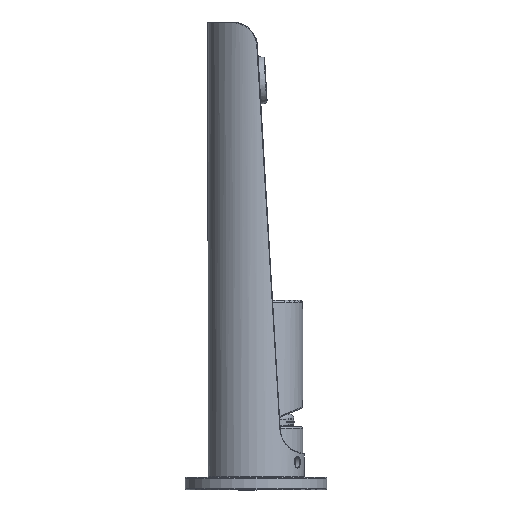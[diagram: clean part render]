
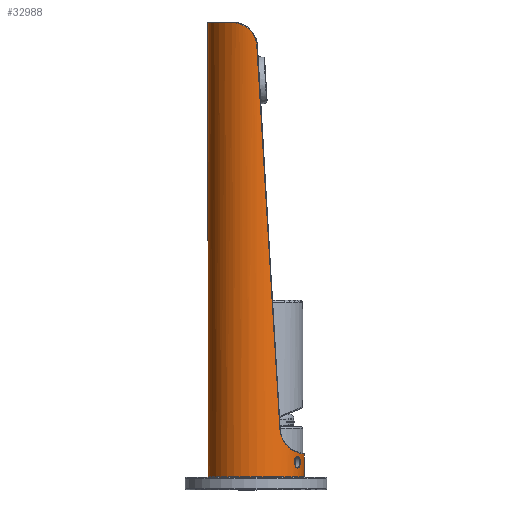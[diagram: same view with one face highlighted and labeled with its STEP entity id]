
A CAD part, left-side view. The second image highlights one B-rep face of the part: STEP entity #32988.
In plain terms, the highlighted cylindrical face has radius 19 mm (diameter 38 mm), a full revolution.
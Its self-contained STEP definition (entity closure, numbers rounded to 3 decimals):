
#145=FACE_BOUND('',#11997,.T.);
#146=FACE_BOUND('',#11998,.T.);
#147=FACE_BOUND('',#11999,.T.);
#646=CYLINDRICAL_SURFACE('',#35872,19.);
#8288=ELLIPSE('',#35875,316.17,19.);
#8289=ELLIPSE('',#35876,316.17,19.);
#10102=FACE_OUTER_BOUND('',#11996,.T.);
#11996=EDGE_LOOP('',(#28608));
#11997=EDGE_LOOP('',(#28609));
#11998=EDGE_LOOP('',(#28610,#28611,#28612,#28613,#28614,#28615));
#11999=EDGE_LOOP('',(#28616));
#12555=B_SPLINE_CURVE_WITH_KNOTS('',3,(#64801,#64802,#64803,#64804,#64805,
#64806,#64807,#64808,#64809,#64810,#64811,#64812,#64813,#64814,#64815,#64816,
#64817,#64818,#64819),.UNSPECIFIED.,.T.,.F.,(4,1,1,1,1,1,1,1,1,1,1,1,1,
1,1,1,4),(-1.443,-1.391,-1.34,-1.288,
-1.237,-1.159,-1.134,-1.031,
-0.825,-0.773,-0.618,-0.412,
-0.206,-0.18,-0.103,-0.052,
0.),.UNSPECIFIED.);
#12556=B_SPLINE_CURVE_WITH_KNOTS('',3,(#64824,#64825,#64826,#64827,#64828,
#64829,#64830,#64831,#64832,#64833,#64834,#64835,#64836,#64837,#64838,#64839,
#64840,#64841,#64842,#64843),.UNSPECIFIED.,.T.,.F.,(4,1,1,1,1,1,1,1,1,1,
1,1,1,1,1,1,1,4),(-1.267,-1.176,-1.086,
-0.995,-0.95,-0.927,-0.905,
-0.814,-0.769,-0.724,-0.543,
-0.498,-0.452,-0.362,-0.271,
-0.181,-0.09,0.),
 .UNSPECIFIED.);
#12557=B_SPLINE_CURVE_WITH_KNOTS('',3,(#64846,#64847,#64848,#64849,#64850,
#64851,#64852),.UNSPECIFIED.,.F.,.F.,(4,1,1,1,4),(0.,0.433,
0.867,1.192,1.517),.UNSPECIFIED.);
#12558=B_SPLINE_CURVE_WITH_KNOTS('',3,(#64856,#64857,#64858,#64859,#64860,
#64861,#64862),.UNSPECIFIED.,.F.,.F.,(4,1,1,1,4),(0.,0.433,
0.867,1.3,1.517),.UNSPECIFIED.);
#12559=B_SPLINE_CURVE_WITH_KNOTS('',3,(#64866,#64867,#64868,#64869,#64870,
#64871,#64872,#64873,#64874,#64875,#64876,#64877,#64878,#64879),
 .UNSPECIFIED.,.F.,.F.,(4,1,1,1,1,1,1,1,1,1,1,4),(-4.882,-4.533,
-4.185,-3.836,-3.487,-2.79,
-2.092,-1.395,-1.046,-0.697,
-0.349,0.),.UNSPECIFIED.);
#13059=CIRCLE('',#35873,19.);
#13060=CIRCLE('',#35874,19.);
#15698=VERTEX_POINT('',#64779);
#15700=VERTEX_POINT('',#64821);
#15701=VERTEX_POINT('',#64823);
#15702=VERTEX_POINT('',#64844);
#15703=VERTEX_POINT('',#64845);
#15704=VERTEX_POINT('',#64853);
#15705=VERTEX_POINT('',#64855);
#15706=VERTEX_POINT('',#64863);
#15707=VERTEX_POINT('',#64865);
#20065=EDGE_CURVE('',#15698,#15698,#12555,.T.);
#20066=EDGE_CURVE('',#15700,#15700,#13059,.T.);
#20067=EDGE_CURVE('',#15701,#15701,#12556,.T.);
#20068=EDGE_CURVE('',#15702,#15703,#12557,.T.);
#20069=EDGE_CURVE('',#15704,#15702,#13060,.T.);
#20070=EDGE_CURVE('',#15705,#15704,#12558,.T.);
#20071=EDGE_CURVE('',#15706,#15705,#8288,.T.);
#20072=EDGE_CURVE('',#15707,#15706,#12559,.T.);
#20073=EDGE_CURVE('',#15703,#15707,#8289,.T.);
#28608=ORIENTED_EDGE('',*,*,#20066,.F.);
#28609=ORIENTED_EDGE('',*,*,#20067,.F.);
#28610=ORIENTED_EDGE('',*,*,#20068,.F.);
#28611=ORIENTED_EDGE('',*,*,#20069,.F.);
#28612=ORIENTED_EDGE('',*,*,#20070,.F.);
#28613=ORIENTED_EDGE('',*,*,#20071,.F.);
#28614=ORIENTED_EDGE('',*,*,#20072,.F.);
#28615=ORIENTED_EDGE('',*,*,#20073,.F.);
#28616=ORIENTED_EDGE('',*,*,#20065,.F.);
#32988=ADVANCED_FACE('',(#10102,#145,#146,#147),#646,.T.);
#35872=AXIS2_PLACEMENT_3D('',#64820,#44000,#44001);
#35873=AXIS2_PLACEMENT_3D('',#64822,#44002,#44003);
#35874=AXIS2_PLACEMENT_3D('',#64854,#44004,#44005);
#35875=AXIS2_PLACEMENT_3D('',#64864,#44006,#44007);
#35876=AXIS2_PLACEMENT_3D('',#64880,#44008,#44009);
#44000=DIRECTION('center_axis',(0.,0.,
1.));
#44001=DIRECTION('ref_axis',(-1.,0.,0.));
#44002=DIRECTION('center_axis',(0.,0.,
-1.));
#44003=DIRECTION('ref_axis',(-1.,0.,0.));
#44004=DIRECTION('center_axis',(0.,0.,
1.));
#44005=DIRECTION('ref_axis',(0.,1.,0.));
#44006=DIRECTION('center_axis',(0.,-0.998,
0.06));
#44007=DIRECTION('ref_axis',(0.,-0.06,
-0.998));
#44008=DIRECTION('center_axis',(0.,-0.998,
0.06));
#44009=DIRECTION('ref_axis',(0.,-0.06,
-0.998));
#64779=CARTESIAN_POINT('',(25.056,-14.645,39.163));
#64801=CARTESIAN_POINT('Ctrl Pts',(25.057,-14.645,39.163));
#64802=CARTESIAN_POINT('Ctrl Pts',(25.057,-14.645,39.048));
#64803=CARTESIAN_POINT('Ctrl Pts',(25.066,-14.652,38.825));
#64804=CARTESIAN_POINT('Ctrl Pts',(25.16,-14.724,38.342));
#64805=CARTESIAN_POINT('Ctrl Pts',(25.372,-14.88,37.836));
#64806=CARTESIAN_POINT('Ctrl Pts',(25.765,-15.159,37.306));
#64807=CARTESIAN_POINT('Ctrl Pts',(26.198,-15.447,37.02));
#64808=CARTESIAN_POINT('Ctrl Pts',(26.782,-15.812,36.824));
#64809=CARTESIAN_POINT('Ctrl Pts',(27.798,-16.4,36.818));
#64810=CARTESIAN_POINT('Ctrl Pts',(28.765,-16.842,37.647));
#64811=CARTESIAN_POINT('Ctrl Pts',(29.196,-17.023,38.969));
#64812=CARTESIAN_POINT('Ctrl Pts',(29.044,-16.965,40.438));
#64813=CARTESIAN_POINT('Ctrl Pts',(27.524,-16.28,41.739));
#64814=CARTESIAN_POINT('Ctrl Pts',(26.145,-15.424,41.419));
#64815=CARTESIAN_POINT('Ctrl Pts',(25.418,-14.914,40.578));
#64816=CARTESIAN_POINT('Ctrl Pts',(25.177,-14.736,40.066));
#64817=CARTESIAN_POINT('Ctrl Pts',(25.066,-14.652,39.5));
#64818=CARTESIAN_POINT('Ctrl Pts',(25.057,-14.645,39.279));
#64819=CARTESIAN_POINT('Ctrl Pts',(25.057,-14.645,39.163));
#64820=CARTESIAN_POINT('Origin',(36.517,0.509,33.163));
#64821=CARTESIAN_POINT('',(55.517,0.509,33.413));
#64822=CARTESIAN_POINT('Origin',(36.517,0.509,33.413));
#64823=CARTESIAN_POINT('',(43.91,-16.993,39.163));
#64824=CARTESIAN_POINT('Ctrl Pts',(43.908,-16.992,39.163));
#64825=CARTESIAN_POINT('Ctrl Pts',(43.908,-16.992,38.826));
#64826=CARTESIAN_POINT('Ctrl Pts',(44.066,-16.926,38.095));
#64827=CARTESIAN_POINT('Ctrl Pts',(44.668,-16.659,37.273));
#64828=CARTESIAN_POINT('Ctrl Pts',(45.411,-16.285,36.871));
#64829=CARTESIAN_POINT('Ctrl Pts',(45.946,-15.986,36.807));
#64830=CARTESIAN_POINT('Ctrl Pts',(46.237,-15.815,36.826));
#64831=CARTESIAN_POINT('Ctrl Pts',(46.686,-15.543,36.911));
#64832=CARTESIAN_POINT('Ctrl Pts',(47.176,-15.221,37.206));
#64833=CARTESIAN_POINT('Ctrl Pts',(47.566,-14.947,37.682));
#64834=CARTESIAN_POINT('Ctrl Pts',(48.038,-14.601,38.605));
#64835=CARTESIAN_POINT('Ctrl Pts',(48.038,-14.599,39.725));
#64836=CARTESIAN_POINT('Ctrl Pts',(47.564,-14.947,40.643));
#64837=CARTESIAN_POINT('Ctrl Pts',(47.177,-15.219,41.121));
#64838=CARTESIAN_POINT('Ctrl Pts',(46.467,-15.686,41.534));
#64839=CARTESIAN_POINT('Ctrl Pts',(45.569,-16.204,41.529));
#64840=CARTESIAN_POINT('Ctrl Pts',(44.667,-16.659,41.055));
#64841=CARTESIAN_POINT('Ctrl Pts',(44.069,-16.924,40.229));
#64842=CARTESIAN_POINT('Ctrl Pts',(43.908,-16.992,39.5));
#64843=CARTESIAN_POINT('Ctrl Pts',(43.908,-16.992,39.163));
#64844=CARTESIAN_POINT('',(20.091,10.058,212.913));
#64845=CARTESIAN_POINT('',(17.519,0.196,203.741));
#64846=CARTESIAN_POINT('Ctrl Pts',(20.091,10.058,212.913));
#64847=CARTESIAN_POINT('Ctrl Pts',(19.355,8.793,212.913));
#64848=CARTESIAN_POINT('Ctrl Pts',(18.188,6.066,212.416));
#64849=CARTESIAN_POINT('Ctrl Pts',(17.588,2.724,210.07));
#64850=CARTESIAN_POINT('Ctrl Pts',(17.507,0.761,206.962));
#64851=CARTESIAN_POINT('Ctrl Pts',(17.518,0.261,204.822));
#64852=CARTESIAN_POINT('Ctrl Pts',(17.519,0.196,203.741));
#64853=CARTESIAN_POINT('',(52.943,10.058,212.913));
#64854=CARTESIAN_POINT('Origin',(36.517,0.509,212.913));
#64855=CARTESIAN_POINT('',(55.514,0.196,203.741));
#64856=CARTESIAN_POINT('Ctrl Pts',(55.514,0.196,203.741));
#64857=CARTESIAN_POINT('Ctrl Pts',(55.516,0.283,205.183));
#64858=CARTESIAN_POINT('Ctrl Pts',(55.546,1.113,208.026));
#64859=CARTESIAN_POINT('Ctrl Pts',(55.296,4.11,211.35));
#64860=CARTESIAN_POINT('Ctrl Pts',(54.31,7.464,212.739));
#64861=CARTESIAN_POINT('Ctrl Pts',(53.311,9.426,212.913));
#64862=CARTESIAN_POINT('Ctrl Pts',(52.943,10.058,212.913));
#64863=CARTESIAN_POINT('',(53.002,-8.937,52.04));
#64864=CARTESIAN_POINT('Origin',(36.517,0.509,208.947));
#64865=CARTESIAN_POINT('',(20.032,-8.937,52.04));
#64866=CARTESIAN_POINT('Ctrl Pts',(20.032,-8.937,52.04));
#64867=CARTESIAN_POINT('Ctrl Pts',(20.072,-9.007,50.88));
#64868=CARTESIAN_POINT('Ctrl Pts',(20.377,-9.554,48.591));
#64869=CARTESIAN_POINT('Ctrl Pts',(21.614,-11.381,45.779));
#64870=CARTESIAN_POINT('Ctrl Pts',(23.686,-13.632,43.931));
#64871=CARTESIAN_POINT('Ctrl Pts',(27.332,-16.412,42.654));
#64872=CARTESIAN_POINT('Ctrl Pts',(32.927,-18.6,42.411));
#64873=CARTESIAN_POINT('Ctrl Pts',(40.106,-18.604,42.419));
#64874=CARTESIAN_POINT('Ctrl Pts',(45.703,-16.41,42.652));
#64875=CARTESIAN_POINT('Ctrl Pts',(49.349,-13.631,43.931));
#64876=CARTESIAN_POINT('Ctrl Pts',(51.42,-11.381,45.779));
#64877=CARTESIAN_POINT('Ctrl Pts',(52.657,-9.553,48.591));
#64878=CARTESIAN_POINT('Ctrl Pts',(52.962,-9.007,50.88));
#64879=CARTESIAN_POINT('Ctrl Pts',(53.002,-8.937,52.04));
#64880=CARTESIAN_POINT('Origin',(36.517,0.509,208.947));
